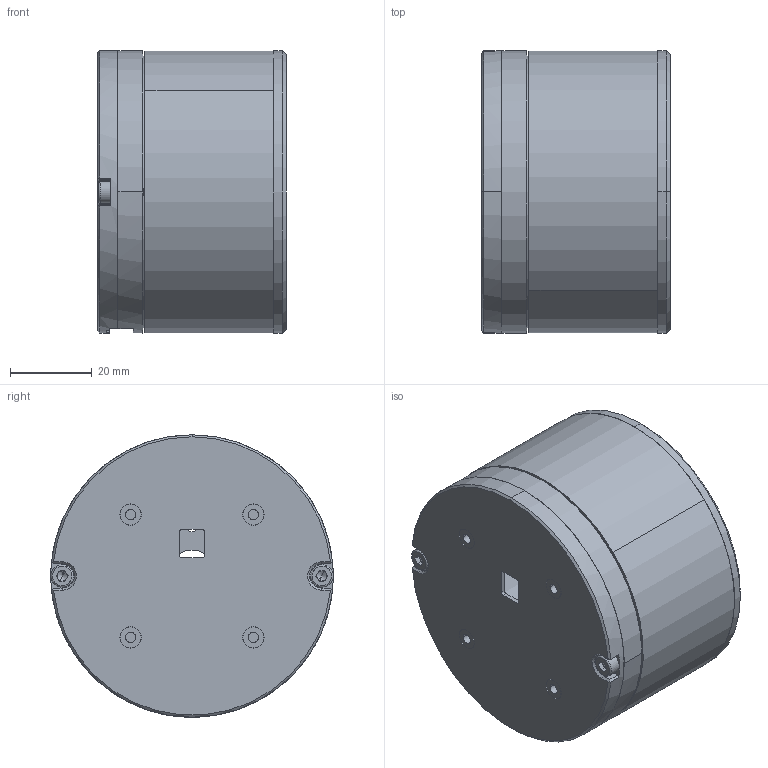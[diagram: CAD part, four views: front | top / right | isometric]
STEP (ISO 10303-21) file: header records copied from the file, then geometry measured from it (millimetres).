
FILE_DESCRIPTION (( 'STEP AP214' ), '1' );
FILE_NAME ('RMD-7025-3D.STEP', '2019-12-19T04:07:36', ( '' ), ( '' ), 'SwSTEP 2.0', 'SolidWorks 2012', '' );
FILE_SCHEMA (( 'AUTOMOTIVE_DESIGN' ));
Length unit declared in the file: millimetre
Products named in the file (1): RMD-7025-3D
Bounding box: 46 x 69 x 69 mm (x, y, z)
Volume: 35593.7 mm3; surface area: 43071.2 mm2
Topology: 10 solids, 10 shells, 456 faces, 1187 edges, 761 vertices
Faces by surface type: plane 172, cylinder 171, cone 81, torus 16, bspline 12, sphere 4
Entity records: 20751 total; most frequent: CARTESIAN_POINT 4589, ORIENTED_EDGE 2342, DIRECTION 2242, EDGE_CURVE 1171, AXIS2_PLACEMENT_3D 906, VERTEX_POINT 761, EDGE_LOOP 534, UNCERTAINTY_MEASURE_WITH_UNIT 468
